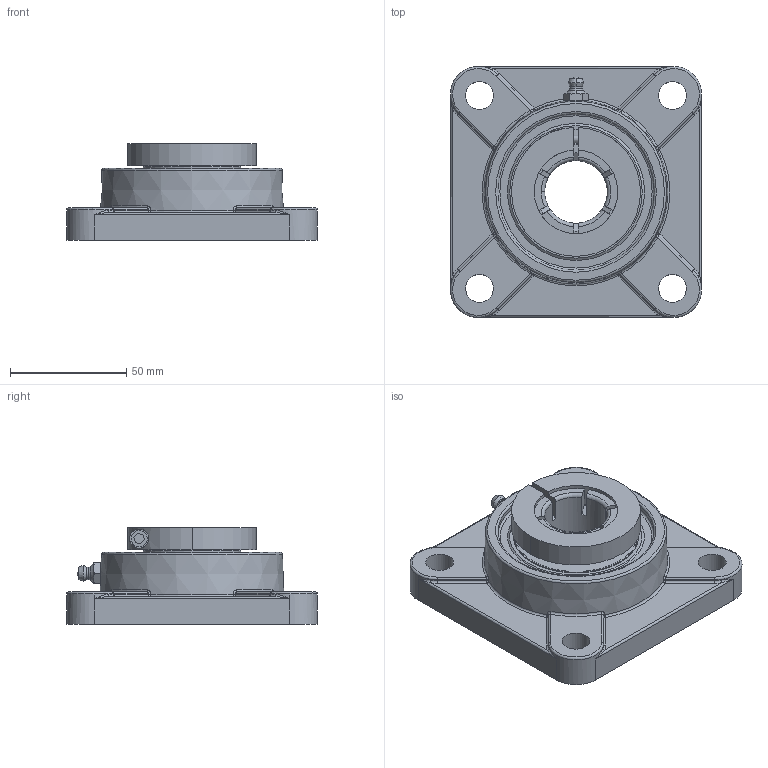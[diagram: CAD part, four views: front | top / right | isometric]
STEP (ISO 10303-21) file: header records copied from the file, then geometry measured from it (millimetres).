
FILE_DESCRIPTION(('HOOPS Exchange Step'),'2;1');
FILE_NAME('export-C5DD7FD3-A2FF-49FE-8B43-0BA71C1EC173.stp','2019-12-12T15:55:58-08:00',('ibuslach'),('Alibre'),'HOOPS Exchange 2019.2','Alibre','Unknown authorisation');
FILE_SCHEMA( ('AP242_MANAGED_MODEL_BASED_3D_ENGINEERING_MIM_LF {1 0 10303 442 1 1 4 }') );
Length unit declared in the file: centimetre
Products named in the file (8): UCP ZERK 6mm; MRN SF 206 (NO LETTERING); SUE 206 LOCK RING; SUE 204 BOLT; SUE 206 SHIELD; SUE 206-17 RACES; MRN SUE 206-17; MRN SUEF 206-17
Assembly tree (8 placements, depth 3):
  MRN SUEF 206-17
    UCP ZERK 6mm
    MRN SF 206 (NO LETTERING)
    MRN SUE 206-17
      SUE 206 LOCK RING
      SUE 204 BOLT
      SUE 206 SHIELD  x2
      SUE 206-17 RACES
Bounding box: 108 x 108 x 41.7 mm (x, y, z)
Volume: 178958.6 mm3; surface area: 63984 mm2
Topology: 8 solids, 8 shells, 293 faces, 772 edges, 476 vertices
Faces by surface type: plane 87, cylinder 81, torus 50, cone 29, bspline 28, sphere 18
Full cylindrical faces by diameter (mm): 1.478 x2, 3.242 x2, 4 x1, 6 x2, 7 x1, 8.25 x1, 12 x4, 26.988 x1, 42 x4, 42.508 x2, 52 x2, 54 x2, 67.335 x1, 69.088 x1
Entity records: 15756 total; most frequent: CARTESIAN_POINT 8614, DIRECTION 1504, ORIENTED_EDGE 1458, EDGE_CURVE 729, AXIS2_PLACEMENT_3D 632, VERTEX_POINT 462, CIRCLE 350, EDGE_LOOP 317
